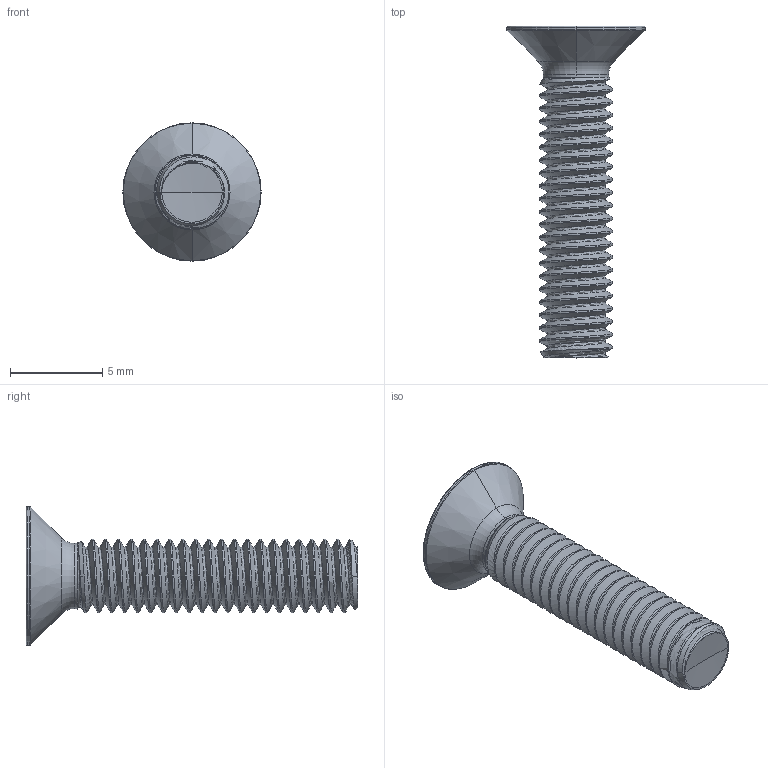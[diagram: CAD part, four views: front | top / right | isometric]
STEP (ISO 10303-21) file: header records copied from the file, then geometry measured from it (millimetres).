
FILE_DESCRIPTION (( 'STEP AP203' ), '1' );
FILE_NAME ('STM330400180.STEP', '2019-03-16T02:32:41', ( '' ), ( '' ), 'SwSTEP 2.0', 'SolidWorks 2015', '' );
FILE_SCHEMA (( 'CONFIG_CONTROL_DESIGN' ));
Length unit declared in the file: millimetre
Products named in the file (1): STM330400180
Bounding box: 7.5 x 18 x 7.5 mm (x, y, z)
Volume: 208.3 mm3; surface area: 419 mm2
Topology: 1 solids, 1 shells, 200 faces, 475 edges, 276 vertices
Faces by surface type: cylinder 86, bspline 46, sphere 26, plane 24, cone 10, torus 8
Entity records: 25031 total; most frequent: CARTESIAN_POINT 20964, ORIENTED_EDGE 946, DIRECTION 729, EDGE_CURVE 473, AXIS2_PLACEMENT_3D 298, VERTEX_POINT 276, EDGE_LOOP 201, ADVANCED_FACE 200
